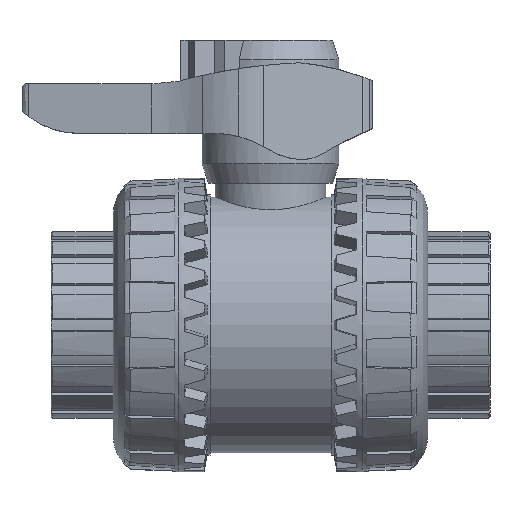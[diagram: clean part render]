
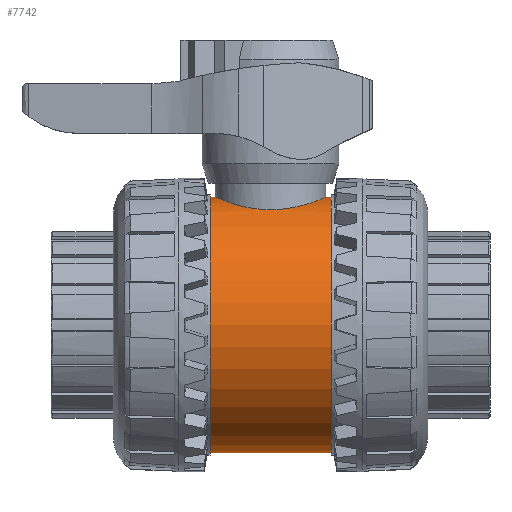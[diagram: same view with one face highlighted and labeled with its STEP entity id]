
A CAD part, front view. The second image highlights one B-rep face of the part: STEP entity #7742.
In plain terms, the highlighted cylindrical face has radius 37 mm (diameter 74 mm), a full revolution.
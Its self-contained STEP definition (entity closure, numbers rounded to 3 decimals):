
#1575=B_SPLINE_CURVE_WITH_KNOTS($,3,(#11652,#11653,#11654,#11655,#11656,
#11657,#11658,#11659,#11660,#11661,#11662,#11663,#11664,#11665,#11666,#11667,
#11668,#11669,#11670,#11671,#11672,#11673,#11674,#11675,#11676,#11677,#11678,
#11679,#11680,#11681,#11682,#11683,#11684,#11685,#11686,#11687,#11688,#11689,
#11690,#11691,#11692,#11693,#11694,#11695,#11696,#11697,#11698,#11699,#11700,
#11701,#11702,#11703,#11704,#11705,#11706,#11707,#11708,#11709),
 .UNSPECIFIED.,.T.,.F.,(4,2,2,2,2,2,2,2,2,2,2,2,2,2,2,2,2,2,2,2,2,2,2,2,
2,2,2,2,4),(0.,0.306,0.612,1.224,1.53,
1.835,2.141,2.446,2.752,3.057,
3.363,3.669,4.281,4.587,4.893,
5.199,5.505,6.117,6.422,6.728,
7.033,7.339,7.645,7.95,8.256,
8.561,9.173,9.479,9.785),
 .UNSPECIFIED.);
#1683=FACE_BOUND($,#2167,.T.);
#1684=FACE_BOUND($,#2168,.T.);
#1685=FACE_BOUND($,#2169,.T.);
#2167=EDGE_LOOP($,(#5158));
#2168=EDGE_LOOP($,(#5159));
#2169=EDGE_LOOP($,(#5160));
#2644=CIRCLE($,#8203,37.);
#2645=CIRCLE($,#8205,37.);
#3057=VERTEX_POINT($,#11651);
#3058=VERTEX_POINT($,#11712);
#3059=VERTEX_POINT($,#11715);
#3901=EDGE_CURVE($,#3057,#3057,#1575,.T.);
#3902=EDGE_CURVE($,#3058,#3058,#2644,.T.);
#3903=EDGE_CURVE($,#3059,#3059,#2645,.T.);
#5158=ORIENTED_EDGE($,*,*,#3901,.T.);
#5159=ORIENTED_EDGE($,*,*,#3902,.F.);
#5160=ORIENTED_EDGE($,*,*,#3903,.F.);
#7659=CYLINDRICAL_SURFACE($,#8204,37.);
#7742=ADVANCED_FACE($,(#1683,#1684,#1685),#7659,.T.);
#8203=AXIS2_PLACEMENT_3D($,#11713,#9222,#9223);
#8204=AXIS2_PLACEMENT_3D($,#11714,#9224,#9225);
#8205=AXIS2_PLACEMENT_3D($,#11716,#9226,#9227);
#9222=DIRECTION('center_axis',(-1.,0.,0.));
#9223=DIRECTION('ref_axis',(0.,-1.,0.));
#9224=DIRECTION('center_axis',(1.,0.,0.));
#9225=DIRECTION('ref_axis',(0.,-1.,0.));
#9226=DIRECTION('center_axis',(1.,0.,0.));
#9227=DIRECTION('ref_axis',(0.,-1.,0.));
#11651=CARTESIAN_POINT('',(0.,-16.,33.362));
#11652=CARTESIAN_POINT('Ctrl Pts',(0.,-16.,33.362));
#11653=CARTESIAN_POINT('Ctrl Pts',(-1.02,-16.,33.362));
#11654=CARTESIAN_POINT('Ctrl Pts',(-2.07,-15.901,
33.41));
#11655=CARTESIAN_POINT('Ctrl Pts',(-4.148,-15.489,
33.603));
#11656=CARTESIAN_POINT('Ctrl Pts',(-5.177,-15.177,
33.747));
#11657=CARTESIAN_POINT('Ctrl Pts',(-8.126,-13.946,
34.283));
#11658=CARTESIAN_POINT('Ctrl Pts',(-9.907,-12.72,
34.776));
#11659=CARTESIAN_POINT('Ctrl Pts',(-12.016,-10.611,
35.453));
#11660=CARTESIAN_POINT('Ctrl Pts',(-12.677,-9.817,
35.685));
#11661=CARTESIAN_POINT('Ctrl Pts',(-13.848,-8.083,36.117));
#11662=CARTESIAN_POINT('Ctrl Pts',(-14.356,-7.144,36.318));
#11663=CARTESIAN_POINT('Ctrl Pts',(-15.177,-5.176,
36.65));
#11664=CARTESIAN_POINT('Ctrl Pts',(-15.49,-4.147,36.782));
#11665=CARTESIAN_POINT('Ctrl Pts',(-15.901,-2.068,36.957));
#11666=CARTESIAN_POINT('Ctrl Pts',(-16.,-1.019,37.));
#11667=CARTESIAN_POINT('Ctrl Pts',(-16.,1.019,37.));
#11668=CARTESIAN_POINT('Ctrl Pts',(-15.901,2.068,36.957));
#11669=CARTESIAN_POINT('Ctrl Pts',(-15.49,4.147,36.782));
#11670=CARTESIAN_POINT('Ctrl Pts',(-15.177,5.176,36.65));
#11671=CARTESIAN_POINT('Ctrl Pts',(-14.356,7.144,36.318));
#11672=CARTESIAN_POINT('Ctrl Pts',(-13.848,8.083,36.117));
#11673=CARTESIAN_POINT('Ctrl Pts',(-12.677,9.817,35.685));
#11674=CARTESIAN_POINT('Ctrl Pts',(-12.016,10.611,35.453));
#11675=CARTESIAN_POINT('Ctrl Pts',(-9.907,12.72,34.776));
#11676=CARTESIAN_POINT('Ctrl Pts',(-8.126,13.946,34.283));
#11677=CARTESIAN_POINT('Ctrl Pts',(-5.177,15.177,33.747));
#11678=CARTESIAN_POINT('Ctrl Pts',(-4.148,15.489,33.603));
#11679=CARTESIAN_POINT('Ctrl Pts',(-2.07,15.901,33.41));
#11680=CARTESIAN_POINT('Ctrl Pts',(-1.02,16.,33.362));
#11681=CARTESIAN_POINT('Ctrl Pts',(1.02,16.,33.362));
#11682=CARTESIAN_POINT('Ctrl Pts',(2.07,15.901,33.41));
#11683=CARTESIAN_POINT('Ctrl Pts',(4.148,15.489,33.603));
#11684=CARTESIAN_POINT('Ctrl Pts',(5.177,15.177,33.747));
#11685=CARTESIAN_POINT('Ctrl Pts',(8.126,13.946,34.283));
#11686=CARTESIAN_POINT('Ctrl Pts',(9.907,12.72,34.776));
#11687=CARTESIAN_POINT('Ctrl Pts',(12.016,10.611,35.453));
#11688=CARTESIAN_POINT('Ctrl Pts',(12.677,9.817,35.685));
#11689=CARTESIAN_POINT('Ctrl Pts',(13.848,8.083,36.117));
#11690=CARTESIAN_POINT('Ctrl Pts',(14.356,7.144,36.318));
#11691=CARTESIAN_POINT('Ctrl Pts',(15.177,5.176,36.65));
#11692=CARTESIAN_POINT('Ctrl Pts',(15.49,4.147,36.782));
#11693=CARTESIAN_POINT('Ctrl Pts',(15.901,2.068,36.957));
#11694=CARTESIAN_POINT('Ctrl Pts',(16.,1.019,37.));
#11695=CARTESIAN_POINT('Ctrl Pts',(16.,-1.019,37.));
#11696=CARTESIAN_POINT('Ctrl Pts',(15.901,-2.068,36.957));
#11697=CARTESIAN_POINT('Ctrl Pts',(15.49,-4.147,36.782));
#11698=CARTESIAN_POINT('Ctrl Pts',(15.177,-5.176,36.65));
#11699=CARTESIAN_POINT('Ctrl Pts',(14.356,-7.144,36.318));
#11700=CARTESIAN_POINT('Ctrl Pts',(13.848,-8.083,36.117));
#11701=CARTESIAN_POINT('Ctrl Pts',(12.677,-9.817,35.685));
#11702=CARTESIAN_POINT('Ctrl Pts',(12.016,-10.611,35.453));
#11703=CARTESIAN_POINT('Ctrl Pts',(9.907,-12.72,34.776));
#11704=CARTESIAN_POINT('Ctrl Pts',(8.126,-13.946,34.283));
#11705=CARTESIAN_POINT('Ctrl Pts',(5.177,-15.177,33.747));
#11706=CARTESIAN_POINT('Ctrl Pts',(4.148,-15.489,33.603));
#11707=CARTESIAN_POINT('Ctrl Pts',(2.07,-15.901,33.41));
#11708=CARTESIAN_POINT('Ctrl Pts',(1.02,-16.,33.362));
#11709=CARTESIAN_POINT('Ctrl Pts',(0.,-16.,33.362));
#11712=CARTESIAN_POINT('',(-31.2,37.,0.));
#11713=CARTESIAN_POINT('Origin',(-31.2,0.,0.));
#11714=CARTESIAN_POINT('Origin',(0.,0.,0.));
#11715=CARTESIAN_POINT('',(31.2,37.,0.));
#11716=CARTESIAN_POINT('Origin',(31.2,0.,0.));
